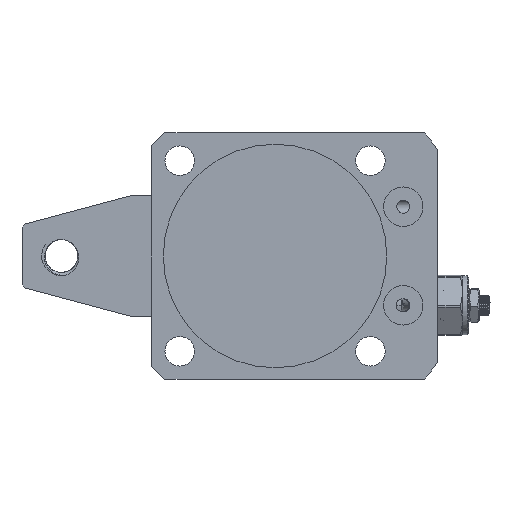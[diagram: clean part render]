
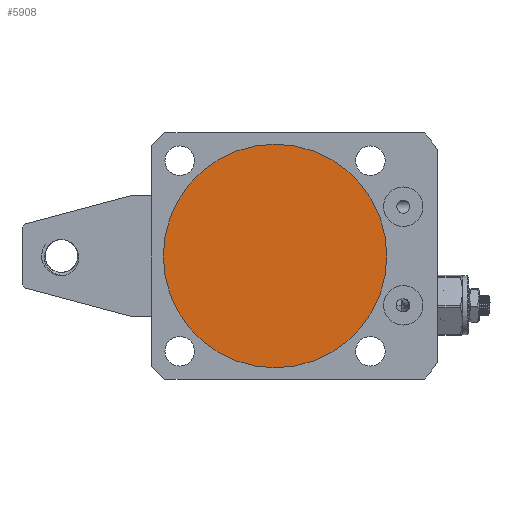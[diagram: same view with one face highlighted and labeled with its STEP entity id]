
A CAD part, left-side view. The second image highlights one B-rep face of the part: STEP entity #5908.
In plain terms, the highlighted planar face has unit normal (-1, 0, 0).
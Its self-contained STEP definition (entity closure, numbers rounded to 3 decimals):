
#1292 = CARTESIAN_POINT ( 'NONE',  ( 0., 0., -34. ) ) ;
#2850 = VERTEX_POINT ( 'NONE', #1292 ) ;
#3097 = DIRECTION ( 'NONE',  ( 0., 0., -1. ) ) ;
#3128 = ORIENTED_EDGE ( 'NONE', *, *, #19910, .T. ) ;
#4431 = AXIS2_PLACEMENT_3D ( 'NONE', #14152, #20111, #3097 ) ;
#5444 = PLANE ( 'NONE',  #32710 ) ;
#5908 = ADVANCED_FACE ( 'NONE', ( #16155 ), #5444, .F. ) ;
#8543 = DIRECTION ( 'NONE',  ( 1., 0., 0. ) ) ;
#10306 = AXIS2_PLACEMENT_3D ( 'NONE', #35057, #27554, #45556 ) ;
#14152 = CARTESIAN_POINT ( 'NONE',  ( 0., 0., 0. ) ) ;
#16155 = FACE_OUTER_BOUND ( 'NONE', #34819, .T. ) ;
#16467 = ORIENTED_EDGE ( 'NONE', *, *, #33373, .T. ) ;
#19910 = EDGE_CURVE ( 'NONE', #45196, #2850, #25217, .T. ) ;
#20111 = DIRECTION ( 'NONE',  ( -1., 0., 0. ) ) ;
#25217 = CIRCLE ( 'NONE', #4431, 34. ) ;
#27554 = DIRECTION ( 'NONE',  ( -1., 0., 0. ) ) ;
#30600 = CARTESIAN_POINT ( 'NONE',  ( 0., -34.408, 34.408 ) ) ;
#32710 = AXIS2_PLACEMENT_3D ( 'NONE', #30600, #8543, #34192 ) ;
#33373 = EDGE_CURVE ( 'NONE', #2850, #45196, #42454, .T. ) ;
#34192 = DIRECTION ( 'NONE',  ( 0., 0., -1. ) ) ;
#34819 = EDGE_LOOP ( 'NONE', ( #16467, #3128 ) ) ;
#35033 = CARTESIAN_POINT ( 'NONE',  ( 0., 0., 34. ) ) ;
#35057 = CARTESIAN_POINT ( 'NONE',  ( 0., 0., 0. ) ) ;
#42454 = CIRCLE ( 'NONE', #10306, 34. ) ;
#45196 = VERTEX_POINT ( 'NONE', #35033 ) ;
#45556 = DIRECTION ( 'NONE',  ( 0., 0., -1. ) ) ;
